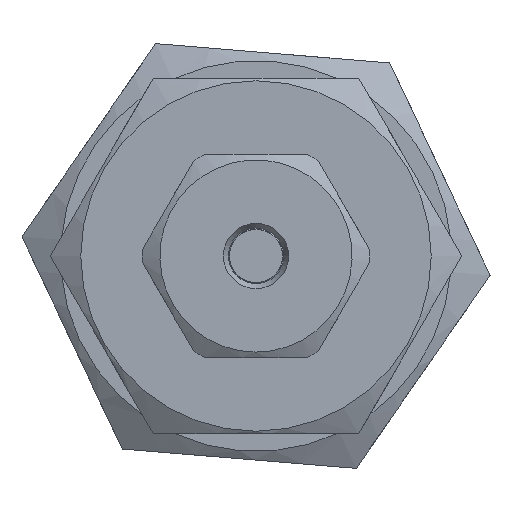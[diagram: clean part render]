
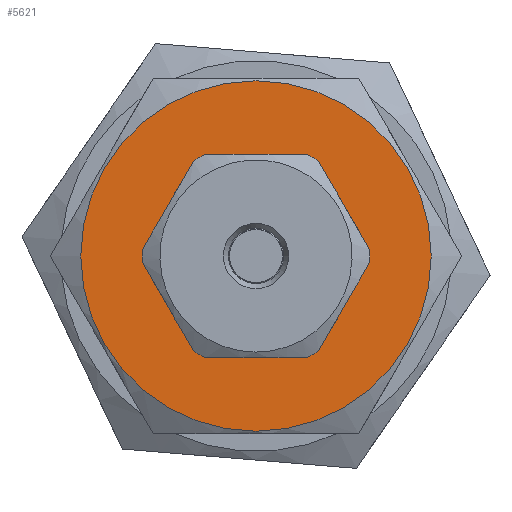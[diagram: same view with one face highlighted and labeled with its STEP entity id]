
A CAD part, left-side view. The second image highlights one B-rep face of the part: STEP entity #5621.
In plain terms, the highlighted planar face has unit normal (-1, 0, 0).
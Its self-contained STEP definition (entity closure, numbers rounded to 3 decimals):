
#5594=CARTESIAN_POINT('',(1.932,-3.081,-3.175));
#5595=DIRECTION('',(-1.0,0.0,0.0));
#5596=DIRECTION('',(0.0,0.0,1.0));
#5597=AXIS2_PLACEMENT_3D('',#5594,#5595,#5596);
#5598=PLANE('',#5597);
#5599=CARTESIAN_POINT('',(1.932,-0.346,-3.175));
#5600=VERTEX_POINT('',#5599);
#5601=CARTESIAN_POINT('',(1.932,-5.816,-3.175));
#5602=DIRECTION('',(1.0,0.0,0.0));
#5603=DIRECTION('',(0.0,1.0,0.0));
#5604=AXIS2_PLACEMENT_3D('',#5601,#5602,#5603);
#5605=CIRCLE('',#5604,5.47);
#5606=EDGE_CURVE('',#5600,#5600,#5605,.T.);
#5607=ORIENTED_EDGE('',*,*,#5606,.F.);
#5608=EDGE_LOOP('',(#5607));
#5609=FACE_OUTER_BOUND('',#5608,.T.);
#5610=CARTESIAN_POINT('',(1.932,-8.266,-3.175));
#5611=VERTEX_POINT('',#5610);
#5612=CARTESIAN_POINT('',(1.932,-5.816,-3.175));
#5613=DIRECTION('',(1.0,0.0,0.0));
#5614=DIRECTION('',(0.0,-1.0,0.0));
#5615=AXIS2_PLACEMENT_3D('',#5612,#5613,#5614);
#5616=CIRCLE('',#5615,2.45);
#5617=EDGE_CURVE('',#5611,#5611,#5616,.T.);
#5618=ORIENTED_EDGE('',*,*,#5617,.T.);
#5619=EDGE_LOOP('',(#5618));
#5620=FACE_BOUND('',#5619,.T.);
#5621=ADVANCED_FACE('',(#5609,#5620),#5598,.T.);
